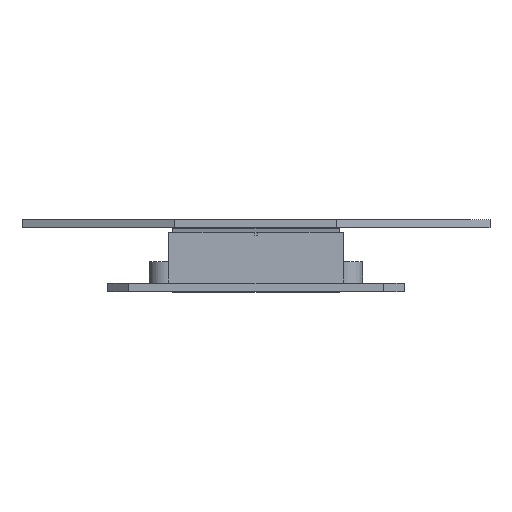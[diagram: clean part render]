
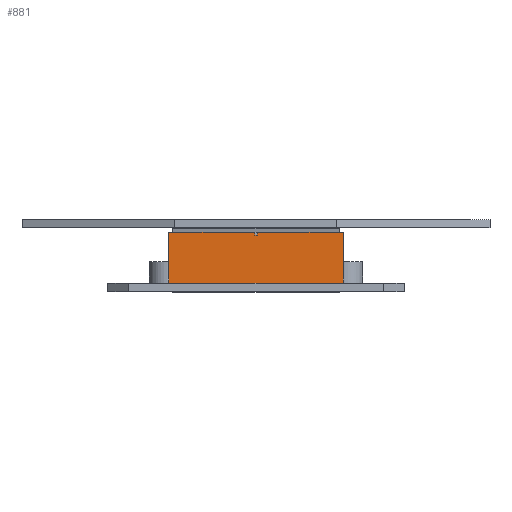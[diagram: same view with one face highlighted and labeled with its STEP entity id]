
A CAD part, front view. The second image highlights one B-rep face of the part: STEP entity #881.
In plain terms, the highlighted planar face has unit normal (0, -1, 0).
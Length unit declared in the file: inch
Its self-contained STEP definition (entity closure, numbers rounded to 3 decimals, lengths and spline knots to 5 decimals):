
#67=FACE_OUTER_BOUND('',#115,.T.);
#115=EDGE_LOOP('',(#746,#747,#748,#749,#750,#751,#752,#753));
#218=LINE('',#1385,#324);
#222=LINE('',#1394,#328);
#226=LINE('',#1402,#332);
#230=LINE('',#1408,#336);
#231=LINE('',#1410,#337);
#232=LINE('',#1413,#338);
#233=LINE('',#1415,#339);
#234=LINE('',#1416,#340);
#324=VECTOR('',#1141,0.3937);
#328=VECTOR('',#1147,0.3937);
#332=VECTOR('',#1151,0.3937);
#336=VECTOR('',#1159,0.3937);
#337=VECTOR('',#1162,0.3937);
#338=VECTOR('',#1165,0.3937);
#339=VECTOR('',#1166,0.3937);
#340=VECTOR('',#1167,0.3937);
#410=VERTEX_POINT('',#1382);
#411=VERTEX_POINT('',#1384);
#414=VERTEX_POINT('',#1391);
#415=VERTEX_POINT('',#1393);
#418=VERTEX_POINT('',#1399);
#419=VERTEX_POINT('',#1401);
#420=VERTEX_POINT('',#1412);
#421=VERTEX_POINT('',#1414);
#518=EDGE_CURVE('',#411,#410,#218,.T.);
#522=EDGE_CURVE('',#414,#415,#222,.T.);
#526=EDGE_CURVE('',#418,#419,#226,.T.);
#530=EDGE_CURVE('',#411,#414,#230,.T.);
#531=EDGE_CURVE('',#410,#419,#231,.T.);
#532=EDGE_CURVE('',#418,#420,#232,.T.);
#533=EDGE_CURVE('',#420,#421,#233,.T.);
#534=EDGE_CURVE('',#421,#415,#234,.T.);
#746=ORIENTED_EDGE('',*,*,#532,.T.);
#747=ORIENTED_EDGE('',*,*,#533,.T.);
#748=ORIENTED_EDGE('',*,*,#534,.T.);
#749=ORIENTED_EDGE('',*,*,#522,.F.);
#750=ORIENTED_EDGE('',*,*,#530,.F.);
#751=ORIENTED_EDGE('',*,*,#518,.T.);
#752=ORIENTED_EDGE('',*,*,#531,.T.);
#753=ORIENTED_EDGE('',*,*,#526,.F.);
#813=PLANE('',#960);
#881=ADVANCED_FACE('',(#67),#813,.T.);
#960=AXIS2_PLACEMENT_3D('',#1411,#1163,#1164);
#1141=DIRECTION('',(1.,0.,0.));
#1147=DIRECTION('',(1.,0.,0.));
#1151=DIRECTION('',(1.,0.,0.));
#1159=DIRECTION('',(0.,0.,1.));
#1162=DIRECTION('',(0.,0.,1.));
#1163=DIRECTION('center_axis',(0.,-1.,0.));
#1164=DIRECTION('ref_axis',(1.,0.,0.));
#1165=DIRECTION('',(0.,0.,-1.));
#1166=DIRECTION('',(-1.,0.,0.));
#1167=DIRECTION('',(0.,0.,1.));
#1382=CARTESIAN_POINT('',(0.0825,-0.385,0.008));
#1384=CARTESIAN_POINT('',(-0.0825,-0.385,0.008));
#1385=CARTESIAN_POINT('',(-0.0825,-0.385,0.008));
#1391=CARTESIAN_POINT('',(-0.0825,-0.385,0.056));
#1393=CARTESIAN_POINT('',(-0.00138,-0.385,0.056));
#1394=CARTESIAN_POINT('',(-0.0825,-0.385,0.056));
#1399=CARTESIAN_POINT('',(0.00138,-0.385,0.056));
#1401=CARTESIAN_POINT('',(0.0825,-0.385,0.056));
#1402=CARTESIAN_POINT('',(-0.0825,-0.385,0.056));
#1408=CARTESIAN_POINT('',(-0.0825,-0.385,0.008));
#1410=CARTESIAN_POINT('',(0.0825,-0.385,0.008));
#1411=CARTESIAN_POINT('Origin',(-0.0825,-0.385,0.008));
#1412=CARTESIAN_POINT('',(0.00138,-0.385,0.05324));
#1413=CARTESIAN_POINT('',(0.00138,-0.385,0.03062));
#1414=CARTESIAN_POINT('',(-0.00138,-0.385,0.05324));
#1415=CARTESIAN_POINT('',(-0.04194,-0.385,0.05324));
#1416=CARTESIAN_POINT('',(-0.00138,-0.385,0.032));
